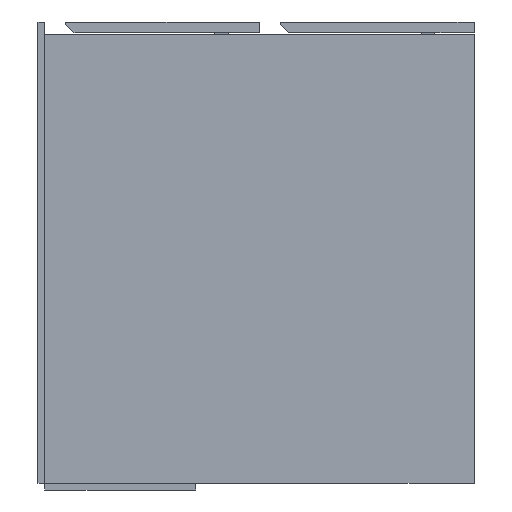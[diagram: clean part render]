
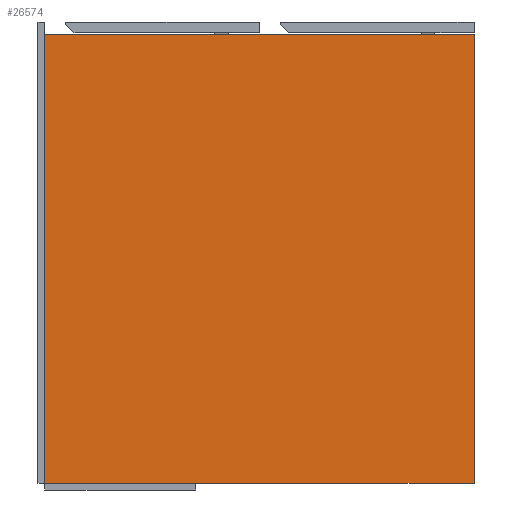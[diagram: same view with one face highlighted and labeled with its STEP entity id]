
A CAD part, left-side view. The second image highlights one B-rep face of the part: STEP entity #26574.
In plain terms, the highlighted planar face has unit normal (-1, 0, 0).
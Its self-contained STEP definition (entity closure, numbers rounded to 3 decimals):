
#2944 = ORIENTED_EDGE ( 'NONE', *, *, #60550, .T. ) ;
#3136 = CARTESIAN_POINT ( 'NONE',  ( 2., 512., -550. ) ) ;
#3991 = EDGE_CURVE ( 'NONE', #7089, #25760, #51626, .T. ) ;
#5652 = VECTOR ( 'NONE', #54299, 1000. ) ;
#7089 = VERTEX_POINT ( 'NONE', #10558 ) ;
#8446 = CARTESIAN_POINT ( 'NONE',  ( 2., 0., -15. ) ) ;
#10492 = CARTESIAN_POINT ( 'NONE',  ( 2., 512., -550. ) ) ;
#10558 = CARTESIAN_POINT ( 'NONE',  ( 2., 512., -15. ) ) ;
#12088 = DIRECTION ( 'NONE',  ( 0., 0., -1. ) ) ;
#13457 = LINE ( 'NONE', #32355, #47123 ) ;
#13505 = VECTOR ( 'NONE', #29401, 1000. ) ;
#16569 = LINE ( 'NONE', #35451, #5652 ) ;
#16728 = PLANE ( 'NONE',  #51188 ) ;
#22132 = ORIENTED_EDGE ( 'NONE', *, *, #3991, .F. ) ;
#25760 = VERTEX_POINT ( 'NONE', #8446 ) ;
#26574 = ADVANCED_FACE ( 'NONE', ( #59114 ), #16728, .F. ) ;
#27727 = CARTESIAN_POINT ( 'NONE',  ( 2., 0., -550. ) ) ;
#29401 = DIRECTION ( 'NONE',  ( 0., 0., 1. ) ) ;
#29646 = VERTEX_POINT ( 'NONE', #3136 ) ;
#32355 = CARTESIAN_POINT ( 'NONE',  ( 2., 0., -550. ) ) ;
#34513 = ORIENTED_EDGE ( 'NONE', *, *, #49061, .T. ) ;
#35451 = CARTESIAN_POINT ( 'NONE',  ( 2., 1047.337, -550. ) ) ;
#35606 = CARTESIAN_POINT ( 'NONE',  ( 2., 1047.337, -550. ) ) ;
#42436 = VECTOR ( 'NONE', #51322, 1000. ) ;
#43596 = ORIENTED_EDGE ( 'NONE', *, *, #46149, .F. ) ;
#46149 = EDGE_CURVE ( 'NONE', #29646, #7089, #52842, .T. ) ;
#47123 = VECTOR ( 'NONE', #51174, 1000. ) ;
#49061 = EDGE_CURVE ( 'NONE', #29646, #50266, #16569, .T. ) ;
#50266 = VERTEX_POINT ( 'NONE', #27727 ) ;
#51174 = DIRECTION ( 'NONE',  ( 0., 0., 1. ) ) ;
#51188 = AXIS2_PLACEMENT_3D ( 'NONE', #35606, #54453, #12088 ) ;
#51322 = DIRECTION ( 'NONE',  ( 0., -1., 0. ) ) ;
#51621 = CARTESIAN_POINT ( 'NONE',  ( 2., 1047.337, -15. ) ) ;
#51626 = LINE ( 'NONE', #51621, #42436 ) ;
#52842 = LINE ( 'NONE', #10492, #13505 ) ;
#54299 = DIRECTION ( 'NONE',  ( 0., -1., 0. ) ) ;
#54453 = DIRECTION ( 'NONE',  ( 1., 0., 0. ) ) ;
#56614 = EDGE_LOOP ( 'NONE', ( #43596, #34513, #2944, #22132 ) ) ;
#59114 = FACE_OUTER_BOUND ( 'NONE', #56614, .T. ) ;
#60550 = EDGE_CURVE ( 'NONE', #50266, #25760, #13457, .T. ) ;
